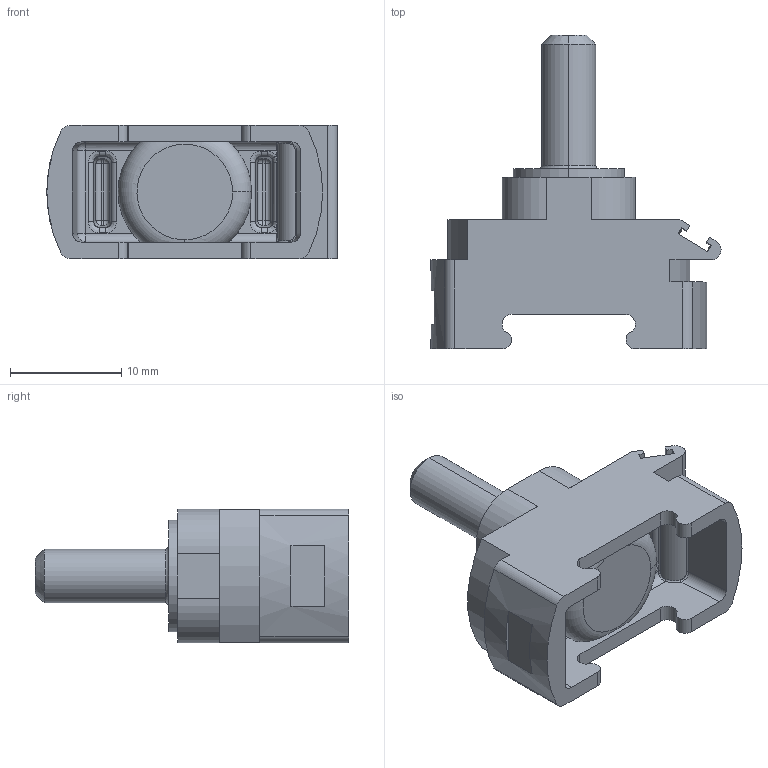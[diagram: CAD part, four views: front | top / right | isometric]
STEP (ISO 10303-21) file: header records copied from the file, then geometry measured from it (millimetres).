
FILE_DESCRIPTION((''),'2;1');
FILE_NAME('00115094937','2019-11-29T',('presta_be4'),(''),'CREO PARAMETRIC BY PTC INC, 2018360','CREO PARAMETRIC BY PTC INC, 2018360','');
FILE_SCHEMA(('CONFIG_CONTROL_DESIGN'));
Length unit declared in the file: millimetre
Products named in the file (1): 00115094937
Bounding box: 26.1 x 28.2 x 12 mm (x, y, z)
Volume: 2888.7 mm3; surface area: 2464 mm2
Topology: 1 solids, 1 shells, 227 faces, 534 edges, 317 vertices
Faces by surface type: cylinder 87, plane 67, bspline 28, torus 18, sphere 18, cone 9
Entity records: 9830 total; most frequent: CARTESIAN_POINT 4750, ORIENTED_EDGE 1064, DIRECTION 1044, EDGE_CURVE 532, AXIS2_PLACEMENT_3D 399, VERTEX_POINT 317, VECTOR 246, LINE 246
